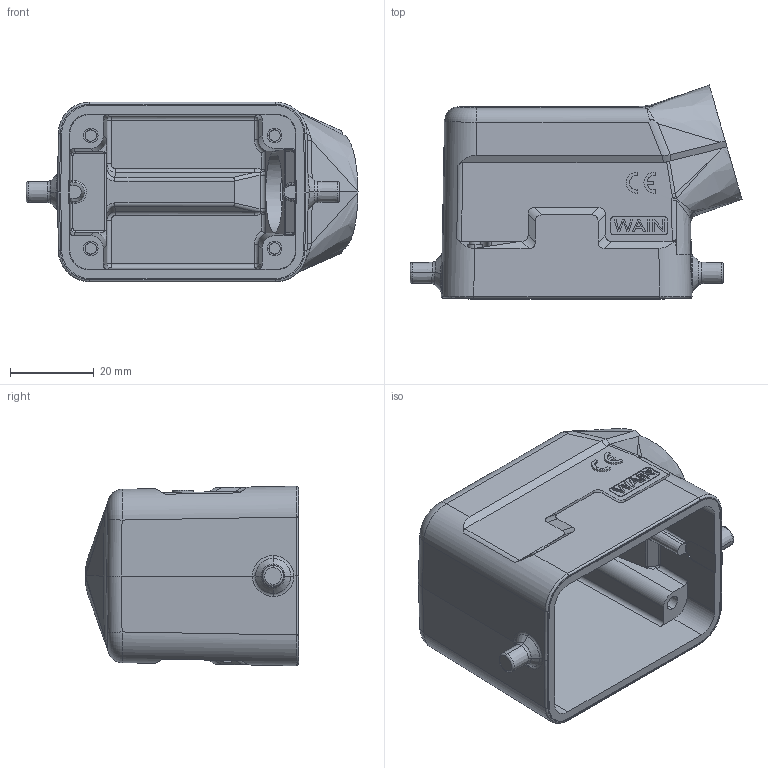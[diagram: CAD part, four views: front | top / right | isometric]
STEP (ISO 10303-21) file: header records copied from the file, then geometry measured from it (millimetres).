
FILE_DESCRIPTION(/* description */ (''),/* implementation_level */ '2;1');
FILE_NAME(/* name */ 'PG16.stp',/* time_stamp */ '2022-08-12T15:24:32+08:00',/* author */ (''),/* organization */ (''),/* preprocessor_version */ 'ST-DEVELOPER v18.1',/* originating_system */ 'SIEMENS PLM Software NX 1980',/* authorisation */ '');
FILE_SCHEMA (('AP203_CONFIGURATION_CONTROLLED_3D_DESIGN_OF_MECHANICAL_PARTS_AND_ASSEMBLIES_MIM_LF { 1 0 10303 403 2 1 2}'));
Length unit declared in the file: millimetre
Products named in the file (1): 3d_1111065101001_w6b-se-2b-m20_2021-7-14_stp
Bounding box: 79.46 x 51.18 x 42.98 mm (x, y, z)
Volume: 40327.8 mm3; surface area: 22483.3 mm2
Topology: 1 solids, 1 shells, 432 faces, 1116 edges, 700 vertices
Faces by surface type: plane 189, cylinder 134, torus 35, bspline 34, cone 25, sphere 11, extrusion 4
Full cylindrical faces by diameter (mm): 19.5 x1, 21.3 x1
Entity records: 15995 total; most frequent: CARTESIAN_POINT 6376, ORIENTED_EDGE 2202, DIRECTION 1615, EDGE_CURVE 1101, VERTEX_POINT 698, AXIS2_PLACEMENT_3D 546, VECTOR 523, LINE 519
